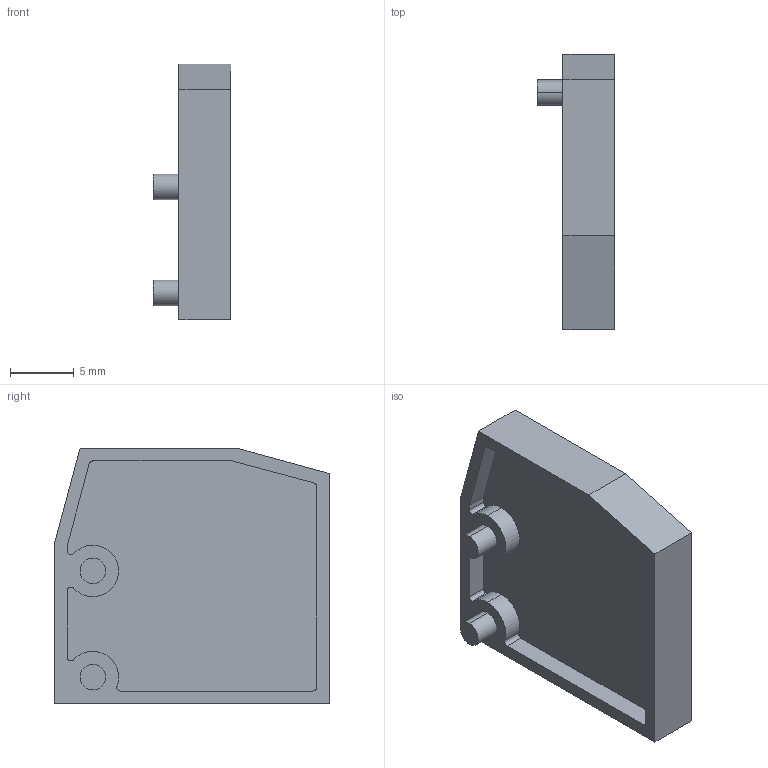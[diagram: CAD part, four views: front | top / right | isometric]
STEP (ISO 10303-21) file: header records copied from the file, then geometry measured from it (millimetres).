
FILE_DESCRIPTION(('CATIA V5 STEP Exchange','CAx-IF Rec.Pracs.--- Model Styling and Organization---1.2---2011-12-15'),'2;1');
FILE_NAME ('D1459564_0_1936450000_1936450000.stp','2018-09-20T16:06:43+00:00',('none'),('Weidmueller'),'CATIA Version 5-6 Release 2014','CATIA V5 STEP AP214','none');
FILE_SCHEMA(('AUTOMOTIVE_DESIGN { 1 0 10303 214 1 1 1 1 }'));
Length unit declared in the file: millimetre
Products named in the file (1): 1936450000
Bounding box: 6.05 x 21.5 x 20 mm (x, y, z)
Volume: 712.3 mm3; surface area: 1459.5 mm2
Topology: 1 solids, 1 shells, 66 faces, 174 edges, 116 vertices
Faces by surface type: cylinder 38, plane 28
Entity records: 1871 total; most frequent: ORIENTED_EDGE 348, CARTESIAN_POINT 327, DIRECTION 246, EDGE_CURVE 174, VERTEX_POINT 116, AXIS2_PLACEMENT_3D 113, VECTOR 98, LINE 98
